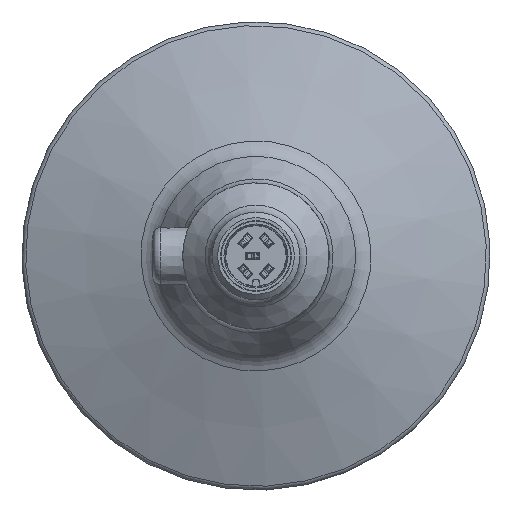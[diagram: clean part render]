
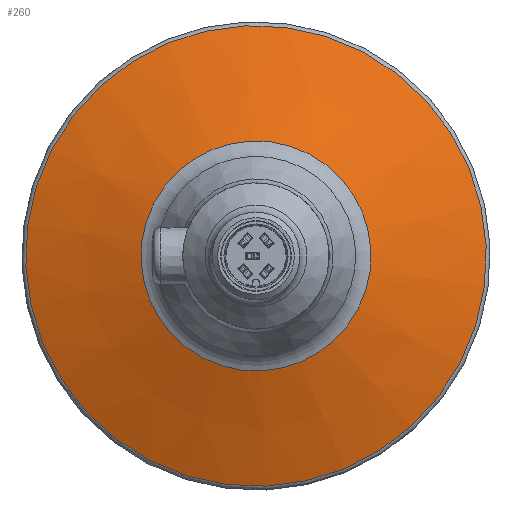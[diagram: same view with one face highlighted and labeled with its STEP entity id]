
A CAD part, left-side view. The second image highlights one B-rep face of the part: STEP entity #260.
In plain terms, the highlighted conical face has half-angle 70 degrees and reference radius 10 mm.
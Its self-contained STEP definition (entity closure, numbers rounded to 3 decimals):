
#260 = ADVANCED_FACE( '', ( #649, #650 ), #651, .T. );
#649 = FACE_BOUND( '', #1185, .T. );
#650 = FACE_OUTER_BOUND( '', #1186, .T. );
#651 = CONICAL_SURFACE( '', #1187, 10., 1.222 );
#1185 = EDGE_LOOP( '', ( #1908 ) );
#1186 = EDGE_LOOP( '', ( #1909 ) );
#1187 = AXIS2_PLACEMENT_3D( '', #1910, #1911, #1912 );
#1908 = ORIENTED_EDGE( '', *, *, #3188, .T. );
#1909 = ORIENTED_EDGE( '', *, *, #3189, .T. );
#1910 = CARTESIAN_POINT( '', ( -10.857, 0., 0. ) );
#1911 = DIRECTION( '', ( 1., 0., 0. ) );
#1912 = DIRECTION( '', ( 0., -0.383, -0.924 ) );
#3188 = EDGE_CURVE( '', #3857, #3857, #3858, .F. );
#3189 = EDGE_CURVE( '', #3859, #3859, #3860, .T. );
#3857 = VERTEX_POINT( '', #4814 );
#3858 = CIRCLE( '', #4815, 15.712 );
#3859 = VERTEX_POINT( '', #4816 );
#3860 = CIRCLE( '', #4817, 31.474 );
#4814 = CARTESIAN_POINT( '', ( -8.778, 6.013, 14.516 ) );
#4815 = AXIS2_PLACEMENT_3D( '', #5692, #5693, #5694 );
#4816 = CARTESIAN_POINT( '', ( -3.042, 12.044, 29.078 ) );
#4817 = AXIS2_PLACEMENT_3D( '', #5695, #5696, #5697 );
#5692 = CARTESIAN_POINT( '', ( -8.778, 0., 0. ) );
#5693 = DIRECTION( '', ( -1., 0., 0. ) );
#5694 = DIRECTION( '', ( 0., 0.383, 0.924 ) );
#5695 = CARTESIAN_POINT( '', ( -3.042, 0., 0. ) );
#5696 = DIRECTION( '', ( -1., 0., 0. ) );
#5697 = DIRECTION( '', ( 0., 0.383, 0.924 ) );
